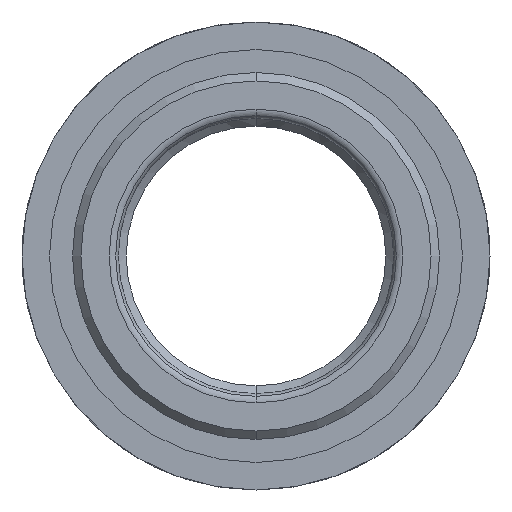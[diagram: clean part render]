
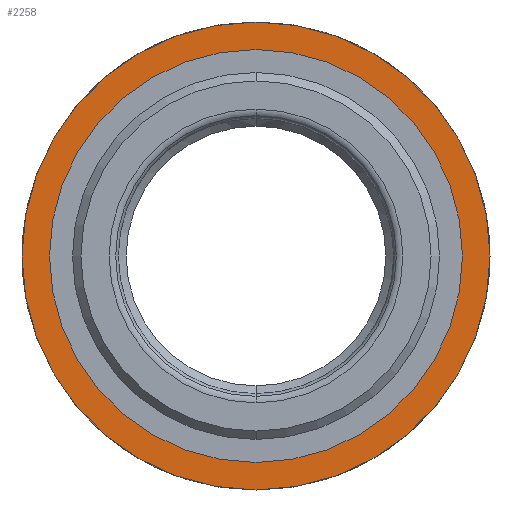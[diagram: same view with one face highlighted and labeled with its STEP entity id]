
A CAD part, front view. The second image highlights one B-rep face of the part: STEP entity #2258.
In plain terms, the highlighted planar face has unit normal (0, -1, 0).
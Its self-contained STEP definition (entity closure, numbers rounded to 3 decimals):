
#42=CARTESIAN_POINT('',(0.,12.6,0.));
#43=DIRECTION('',(0.,-1.,0.));
#44=DIRECTION('',(0.,0.,-1.));
#45=AXIS2_PLACEMENT_3D('',#42,#43,#44);
#47=CARTESIAN_POINT('',(0.,12.6,0.));
#48=DIRECTION('',(0.,-1.,0.));
#49=DIRECTION('',(0.,0.,1.));
#50=AXIS2_PLACEMENT_3D('',#47,#48,#49);
#52=CARTESIAN_POINT('',(0.,12.6,0.));
#53=DIRECTION('',(0.,1.,0.));
#54=DIRECTION('',(0.,0.,-1.));
#55=AXIS2_PLACEMENT_3D('',#52,#53,#54);
#57=CARTESIAN_POINT('',(0.,12.6,0.));
#58=DIRECTION('',(0.,1.,0.));
#59=DIRECTION('',(0.,0.,1.));
#60=AXIS2_PLACEMENT_3D('',#57,#58,#59);
#2043=CARTESIAN_POINT('',(0.,12.6,-25.5));
#2045=VERTEX_POINT('',#2043);
#2047=CARTESIAN_POINT('',(0.,12.6,25.5));
#2049=VERTEX_POINT('',#2047);
#2188=CARTESIAN_POINT('',(0.,12.6,-22.5));
#2190=VERTEX_POINT('',#2188);
#2192=CARTESIAN_POINT('',(0.,12.6,22.5));
#2194=VERTEX_POINT('',#2192);
#2242=CARTESIAN_POINT('',(22.5,12.6,0.));
#2243=DIRECTION('',(0.,-1.,0.));
#2244=DIRECTION('',(0.,0.,-1.));
#2245=AXIS2_PLACEMENT_3D('',#2242,#2243,#2244);
#2246=PLANE('',#2245);
#2248=ORIENTED_EDGE('',*,*,#2247,.F.);
#2249=ORIENTED_EDGE('',*,*,#2200,.F.);
#2250=EDGE_LOOP('',(#2248,#2249));
#2251=FACE_OUTER_BOUND('',#2250,.F.);
#2253=ORIENTED_EDGE('',*,*,#2252,.F.);
#2255=ORIENTED_EDGE('',*,*,#2254,.F.);
#2256=EDGE_LOOP('',(#2253,#2255));
#2257=FACE_BOUND('',#2256,.F.);
#2258=ADVANCED_FACE('',(#2251,#2257),#2246,.T.);
#46=CIRCLE('',#45,25.5);
#51=CIRCLE('',#50,25.5);
#56=CIRCLE('',#55,22.5);
#61=CIRCLE('',#60,22.5);
#2200=EDGE_CURVE('',#2049,#2045,#51,.T.);
#2247=EDGE_CURVE('',#2045,#2049,#46,.T.);
#2252=EDGE_CURVE('',#2190,#2194,#56,.T.);
#2254=EDGE_CURVE('',#2194,#2190,#61,.T.);
